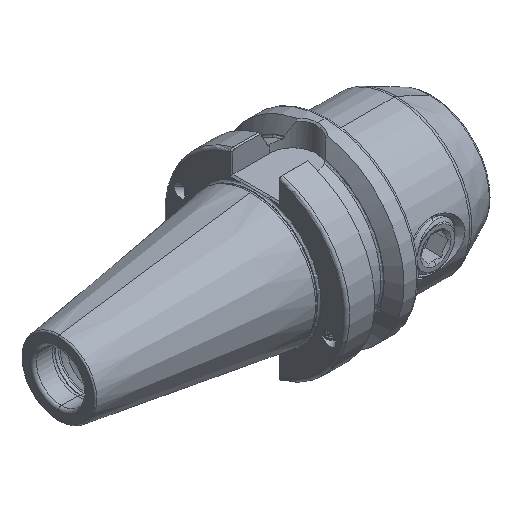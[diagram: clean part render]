
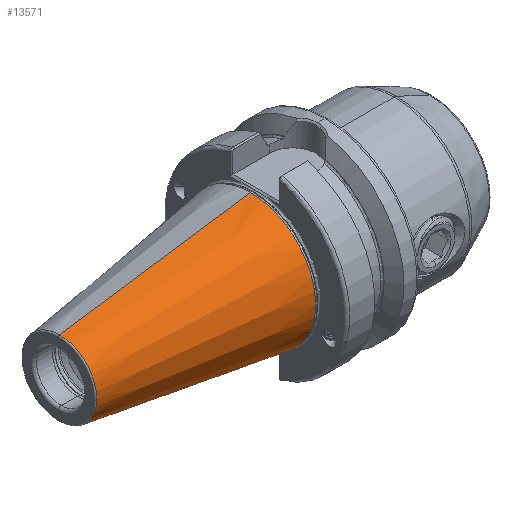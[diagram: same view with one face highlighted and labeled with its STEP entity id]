
A CAD part, isometric view. The second image highlights one B-rep face of the part: STEP entity #13571.
In plain terms, the highlighted conical face has half-angle 8.297 degrees and reference radius 22.298 mm.
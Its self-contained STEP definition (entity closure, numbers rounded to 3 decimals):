
#1878 = ORIENTED_EDGE ( 'NONE', *, *, #20860, .T. ) ;
#1931 = ORIENTED_EDGE ( 'NONE', *, *, #20880, .F. ) ;
#1932 = ORIENTED_EDGE ( 'NONE', *, *, #17437, .T. ) ;
#1942 = ORIENTED_EDGE ( 'NONE', *, *, #17575, .F. ) ;
#5186 = DIRECTION ( 'NONE',  ( 0., 0., -1. ) ) ;
#5193 = DIRECTION ( 'NONE',  ( 1., 0., 0. ) ) ;
#5194 = CARTESIAN_POINT ( 'NONE',  ( -1.5, 0., 0. ) ) ;
#6547 = CARTESIAN_POINT ( 'NONE',  ( -1.5, 0., 0. ) ) ;
#6567 = DIRECTION ( 'NONE',  ( 0., 0., -1. ) ) ;
#6582 = DIRECTION ( 'NONE',  ( 1., 0., 0. ) ) ;
#6758 = EDGE_LOOP ( 'NONE', ( #1942, #1878, #1932, #1931 ) ) ;
#8095 = CARTESIAN_POINT ( 'NONE',  ( -66.972, 0., 0. ) ) ;
#8107 = DIRECTION ( 'NONE',  ( 0., 0., -1. ) ) ;
#8130 = DIRECTION ( 'NONE',  ( 1., 0., 0. ) ) ;
#13571 = ADVANCED_FACE ( 'NONE', ( #21755 ), #21744, .T. ) ;
#15177 = CARTESIAN_POINT ( 'NONE',  ( -1.5, 0., 22.298 ) ) ;
#15183 = DIRECTION ( 'NONE',  ( 0.99, 0., 0.144 ) ) ;
#15874 = DIRECTION ( 'NONE',  ( 0.99, 0., -0.144 ) ) ;
#15895 = CARTESIAN_POINT ( 'NONE',  ( -1.5, 0., -22.298 ) ) ;
#16926 = CARTESIAN_POINT ( 'NONE',  ( -66.972, 0., -12.75 ) ) ;
#16953 = CARTESIAN_POINT ( 'NONE',  ( -1.5, 0., 22.298 ) ) ;
#16962 = CARTESIAN_POINT ( 'NONE',  ( -66.972, 0., 12.75 ) ) ;
#17003 = CARTESIAN_POINT ( 'NONE',  ( -1.5, 0., -22.298 ) ) ;
#17437 = EDGE_CURVE ( 'NONE', #17786, #17870, #22116, .T. ) ;
#17575 = EDGE_CURVE ( 'NONE', #17845, #17833, #21118, .T. ) ;
#17786 = VERTEX_POINT ( 'NONE', #16926 ) ;
#17833 = VERTEX_POINT ( 'NONE', #16953 ) ;
#17845 = VERTEX_POINT ( 'NONE', #16962 ) ;
#17870 = VERTEX_POINT ( 'NONE', #17003 ) ;
#20860 = EDGE_CURVE ( 'NONE', #17845, #17786, #21394, .T. ) ;
#20880 = EDGE_CURVE ( 'NONE', #17833, #17870, #21411, .T. ) ;
#21118 = LINE ( 'NONE', #15177, #21176 ) ;
#21176 = VECTOR ( 'NONE', #15183, 1000. ) ;
#21394 = CIRCLE ( 'NONE', #24099, 12.75 ) ;
#21411 = CIRCLE ( 'NONE', #24138, 22.298 ) ;
#21744 = CONICAL_SURFACE ( 'NONE', #23642, 22.298, 0.145 ) ;
#21755 = FACE_OUTER_BOUND ( 'NONE', #6758, .T. ) ;
#22116 = LINE ( 'NONE', #15895, #22126 ) ;
#22126 = VECTOR ( 'NONE', #15874, 1000. ) ;
#23642 = AXIS2_PLACEMENT_3D ( 'NONE', #5194, #5193, #5186 ) ;
#24099 = AXIS2_PLACEMENT_3D ( 'NONE', #8095, #8130, #8107 ) ;
#24138 = AXIS2_PLACEMENT_3D ( 'NONE', #6547, #6582, #6567 ) ;
